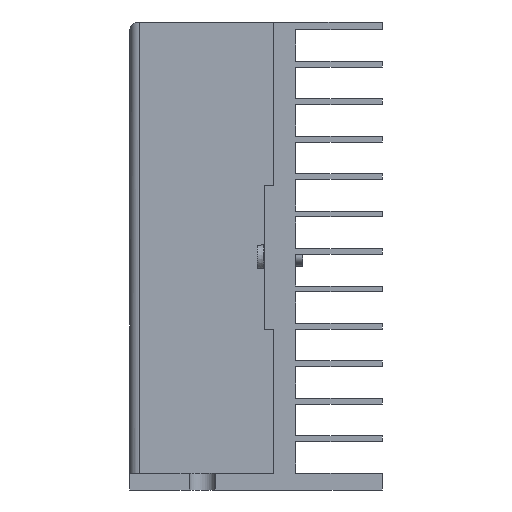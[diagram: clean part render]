
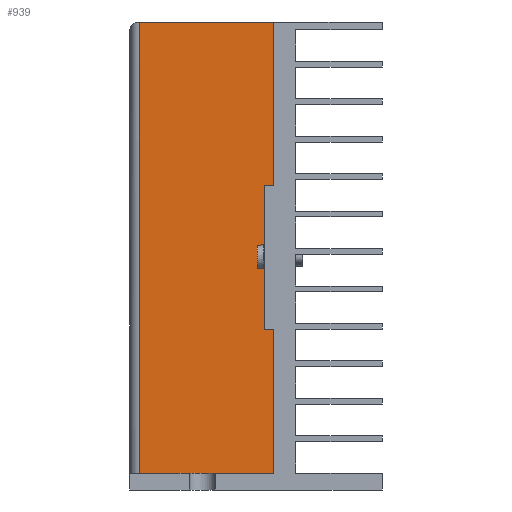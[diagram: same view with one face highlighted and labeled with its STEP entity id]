
A CAD part, left-side view. The second image highlights one B-rep face of the part: STEP entity #939.
In plain terms, the highlighted planar face has unit normal (-1, 0, 0).
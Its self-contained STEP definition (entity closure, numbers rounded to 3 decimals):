
#3 = CARTESIAN_POINT ( 'NONE',  ( -140.2, -28., 63.5 ) ) ;
#24 = CARTESIAN_POINT ( 'NONE',  ( -140.2, -30., 97.5 ) ) ;
#45 = VECTOR ( 'NONE', #2874, 1000. ) ;
#74 = LINE ( 'NONE', #4313, #4668 ) ;
#196 = ORIENTED_EDGE ( 'NONE', *, *, #2275, .T. ) ;
#384 = CARTESIAN_POINT ( 'NONE',  ( -140.2, 0., 3.5 ) ) ;
#388 = VECTOR ( 'NONE', #1688, 1000. ) ;
#419 = LINE ( 'NONE', #2099, #388 ) ;
#436 = DIRECTION ( 'NONE',  ( 0., 0., 1. ) ) ;
#466 = AXIS2_PLACEMENT_3D ( 'NONE', #384, #4626, #3818 ) ;
#542 = VERTEX_POINT ( 'NONE', #24 ) ;
#558 = DIRECTION ( 'NONE',  ( 0., -1., 0. ) ) ;
#597 = EDGE_CURVE ( 'NONE', #3321, #690, #419, .T. ) ;
#690 = VERTEX_POINT ( 'NONE', #947 ) ;
#805 = VERTEX_POINT ( 'NONE', #4074 ) ;
#813 = LINE ( 'NONE', #3, #2171 ) ;
#822 = CARTESIAN_POINT ( 'NONE',  ( -140.2, -30., 3.5 ) ) ;
#852 = LINE ( 'NONE', #822, #1718 ) ;
#939 = ADVANCED_FACE ( 'NONE', ( #2937 ), #4567, .F. ) ;
#947 = CARTESIAN_POINT ( 'NONE',  ( -140.2, -30., 33.5 ) ) ;
#1105 = ORIENTED_EDGE ( 'NONE', *, *, #597, .T. ) ;
#1130 = CARTESIAN_POINT ( 'NONE',  ( -140.2, -30., 3.5 ) ) ;
#1180 = LINE ( 'NONE', #3752, #45 ) ;
#1233 = ORIENTED_EDGE ( 'NONE', *, *, #4534, .F. ) ;
#1382 = LINE ( 'NONE', #1437, #3132 ) ;
#1437 = CARTESIAN_POINT ( 'NONE',  ( -140.2, 0., 3.5 ) ) ;
#1688 = DIRECTION ( 'NONE',  ( 0., 0., 1. ) ) ;
#1718 = VECTOR ( 'NONE', #436, 1000. ) ;
#1743 = EDGE_CURVE ( 'NONE', #4860, #2223, #813, .T. ) ;
#1872 = CARTESIAN_POINT ( 'NONE',  ( -140.2, -28., 33.5 ) ) ;
#2099 = CARTESIAN_POINT ( 'NONE',  ( -140.2, -30., 3.5 ) ) ;
#2171 = VECTOR ( 'NONE', #2587, 1000. ) ;
#2203 = CARTESIAN_POINT ( 'NONE',  ( -140.2, -2., 3.5 ) ) ;
#2215 = EDGE_LOOP ( 'NONE', ( #3393, #4405, #4128, #2996, #196, #1105, #1233, #3085 ) ) ;
#2223 = VERTEX_POINT ( 'NONE', #3000 ) ;
#2275 = EDGE_CURVE ( 'NONE', #4604, #3321, #1382, .T. ) ;
#2587 = DIRECTION ( 'NONE',  ( 0., -1., 0. ) ) ;
#2874 = DIRECTION ( 'NONE',  ( 0., 0., -1. ) ) ;
#2937 = FACE_OUTER_BOUND ( 'NONE', #2215, .T. ) ;
#2984 = EDGE_CURVE ( 'NONE', #2223, #542, #852, .T. ) ;
#2996 = ORIENTED_EDGE ( 'NONE', *, *, #3356, .T. ) ;
#3000 = CARTESIAN_POINT ( 'NONE',  ( -140.2, -30., 63.5 ) ) ;
#3085 = ORIENTED_EDGE ( 'NONE', *, *, #4808, .F. ) ;
#3132 = VECTOR ( 'NONE', #558, 1000. ) ;
#3321 = VERTEX_POINT ( 'NONE', #1130 ) ;
#3335 = LINE ( 'NONE', #4523, #4412 ) ;
#3356 = EDGE_CURVE ( 'NONE', #805, #4604, #1180, .T. ) ;
#3370 = LINE ( 'NONE', #5476, #3786 ) ;
#3393 = ORIENTED_EDGE ( 'NONE', *, *, #1743, .T. ) ;
#3752 = CARTESIAN_POINT ( 'NONE',  ( -140.2, -2., 3.5 ) ) ;
#3786 = VECTOR ( 'NONE', #5067, 1000. ) ;
#3818 = DIRECTION ( 'NONE',  ( 0., 0., -1. ) ) ;
#4074 = CARTESIAN_POINT ( 'NONE',  ( -140.2, -2., 97.5 ) ) ;
#4085 = DIRECTION ( 'NONE',  ( 0., 0., -1. ) ) ;
#4128 = ORIENTED_EDGE ( 'NONE', *, *, #5377, .F. ) ;
#4233 = DIRECTION ( 'NONE',  ( 0., -1., 0. ) ) ;
#4313 = CARTESIAN_POINT ( 'NONE',  ( -140.2, 0., 97.5 ) ) ;
#4405 = ORIENTED_EDGE ( 'NONE', *, *, #2984, .T. ) ;
#4412 = VECTOR ( 'NONE', #4085, 1000. ) ;
#4523 = CARTESIAN_POINT ( 'NONE',  ( -140.2, -28., 33.5 ) ) ;
#4534 = EDGE_CURVE ( 'NONE', #5029, #690, #3370, .T. ) ;
#4567 = PLANE ( 'NONE',  #466 ) ;
#4586 = CARTESIAN_POINT ( 'NONE',  ( -140.2, -28., 63.5 ) ) ;
#4604 = VERTEX_POINT ( 'NONE', #2203 ) ;
#4626 = DIRECTION ( 'NONE',  ( 1., 0., 0. ) ) ;
#4668 = VECTOR ( 'NONE', #4233, 1000. ) ;
#4808 = EDGE_CURVE ( 'NONE', #4860, #5029, #3335, .T. ) ;
#4860 = VERTEX_POINT ( 'NONE', #4586 ) ;
#5029 = VERTEX_POINT ( 'NONE', #1872 ) ;
#5067 = DIRECTION ( 'NONE',  ( 0., -1., 0. ) ) ;
#5377 = EDGE_CURVE ( 'NONE', #805, #542, #74, .T. ) ;
#5476 = CARTESIAN_POINT ( 'NONE',  ( -140.2, -28., 33.5 ) ) ;
